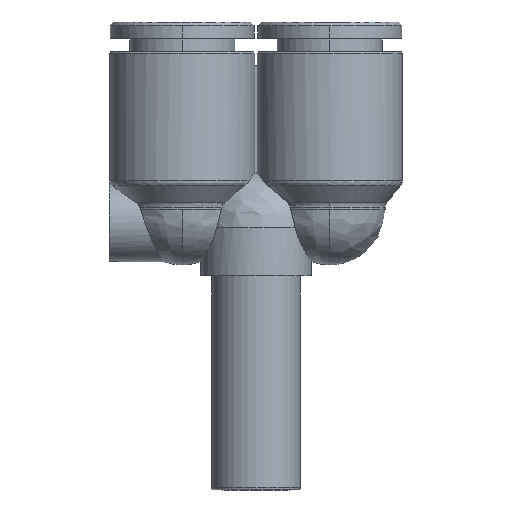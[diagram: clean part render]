
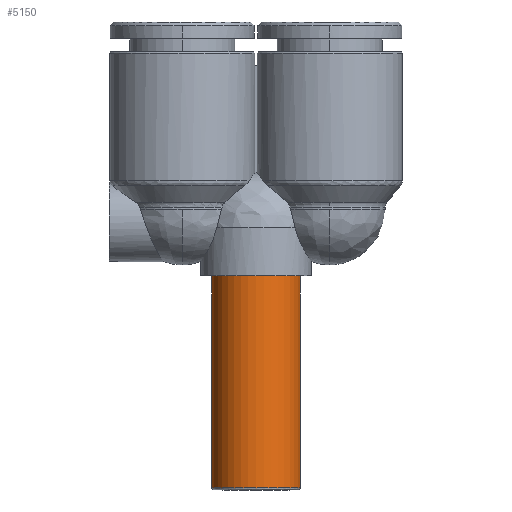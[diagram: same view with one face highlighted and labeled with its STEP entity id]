
A CAD part, front view. The second image highlights one B-rep face of the part: STEP entity #5150.
In plain terms, the highlighted cylindrical face has radius 6 mm (diameter 12 mm), a partial arc.
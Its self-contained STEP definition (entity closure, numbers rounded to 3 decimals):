
#467 = CARTESIAN_POINT ( 'NONE',  ( 10.072, 0., 0. ) ) ;
#1010 = EDGE_CURVE ( 'NONE', #22496, #3780, #22120, .T. ) ;
#1213 = CARTESIAN_POINT ( 'NONE',  ( 10.072, 0., 6. ) ) ;
#2608 = CARTESIAN_POINT ( 'NONE',  ( 24.272, 0., -6. ) ) ;
#3280 = EDGE_CURVE ( 'NONE', #17350, #19451, #12607, .T. ) ;
#3780 = VERTEX_POINT ( 'NONE', #21559 ) ;
#4217 = EDGE_LOOP ( 'NONE', ( #21783, #14593, #5550, #12765 ) ) ;
#4374 = AXIS2_PLACEMENT_3D ( 'NONE', #9507, #20078, #24301 ) ;
#5112 = DIRECTION ( 'NONE',  ( 1., 0., 0. ) ) ;
#5150 = ADVANCED_FACE ( 'NONE', ( #6657 ), #24624, .T. ) ;
#5550 = ORIENTED_EDGE ( 'NONE', *, *, #3280, .T. ) ;
#6657 = FACE_OUTER_BOUND ( 'NONE', #4217, .T. ) ;
#7117 = VECTOR ( 'NONE', #5112, 1000. ) ;
#7131 = VECTOR ( 'NONE', #25969, 1000. ) ;
#8131 = DIRECTION ( 'NONE',  ( 0., 0., -1. ) ) ;
#9507 = CARTESIAN_POINT ( 'NONE',  ( -4.428, 0., 0. ) ) ;
#10729 = CIRCLE ( 'NONE', #14173, 6. ) ;
#11361 = EDGE_CURVE ( 'NONE', #22496, #17350, #21236, .T. ) ;
#12542 = DIRECTION ( 'NONE',  ( 0., 0., -1. ) ) ;
#12607 = LINE ( 'NONE', #13341, #7117 ) ;
#12765 = ORIENTED_EDGE ( 'NONE', *, *, #16565, .T. ) ;
#13341 = CARTESIAN_POINT ( 'NONE',  ( 10.072, 0., -6. ) ) ;
#14173 = AXIS2_PLACEMENT_3D ( 'NONE', #16704, #26948, #8131 ) ;
#14593 = ORIENTED_EDGE ( 'NONE', *, *, #11361, .T. ) ;
#16565 = EDGE_CURVE ( 'NONE', #19451, #3780, #10729, .T. ) ;
#16704 = CARTESIAN_POINT ( 'NONE',  ( 24.272, 0., 0. ) ) ;
#17350 = VERTEX_POINT ( 'NONE', #22849 ) ;
#18864 = CARTESIAN_POINT ( 'NONE',  ( -4.428, 0., 6. ) ) ;
#19200 = DIRECTION ( 'NONE',  ( 1., 0., 0. ) ) ;
#19451 = VERTEX_POINT ( 'NONE', #2608 ) ;
#20078 = DIRECTION ( 'NONE',  ( 1., 0., 0. ) ) ;
#20225 = AXIS2_PLACEMENT_3D ( 'NONE', #467, #19200, #12542 ) ;
#21236 = CIRCLE ( 'NONE', #4374, 6. ) ;
#21559 = CARTESIAN_POINT ( 'NONE',  ( 24.272, 0., 6. ) ) ;
#21783 = ORIENTED_EDGE ( 'NONE', *, *, #1010, .F. ) ;
#22120 = LINE ( 'NONE', #1213, #7131 ) ;
#22496 = VERTEX_POINT ( 'NONE', #18864 ) ;
#22849 = CARTESIAN_POINT ( 'NONE',  ( -4.428, 0., -6. ) ) ;
#24301 = DIRECTION ( 'NONE',  ( 0., 0., -1. ) ) ;
#24624 = CYLINDRICAL_SURFACE ( 'NONE', #20225, 6. ) ;
#25969 = DIRECTION ( 'NONE',  ( 1., 0., 0. ) ) ;
#26948 = DIRECTION ( 'NONE',  ( -1., 0., 0. ) ) ;
